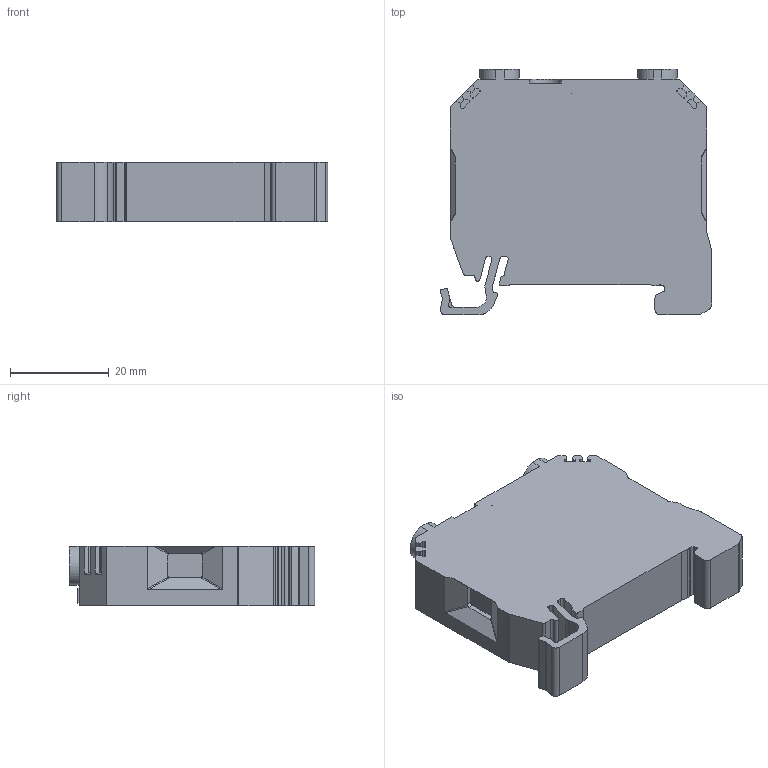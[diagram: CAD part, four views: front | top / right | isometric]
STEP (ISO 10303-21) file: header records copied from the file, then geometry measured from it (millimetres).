
FILE_DESCRIPTION(/* description */ (''),/* implementation_level */ '2;1');
FILE_NAME(/* name */ '1067_SK1_35_iso.stp',/* time_stamp */ '2011-07-19T11:06:31+02:00',/* author */ (''),/* organization */ (''),/* preprocessor_version */ 'ST-DEVELOPER v11',/* originating_system */ 'SIEMENS UGS NX 6.0',/* authorisation */ '');
FILE_SCHEMA (('CONFIG_CONTROL_DESIGN'));
Length unit declared in the file: millimetre
Products named in the file (1): 1067_SK1_35_iso
Bounding box: 55.03 x 49.8 x 12 mm (x, y, z)
Volume: 25728.5 mm3; surface area: 7881 mm2
Topology: 1 solids, 1 shells, 241 faces, 697 edges, 468 vertices
Faces by surface type: plane 158, cylinder 82, cone 1
Full cylindrical faces by diameter (mm): 6.2 x2
Entity records: 8133 total; most frequent: CARTESIAN_POINT 1495, ORIENTED_EDGE 1400, DIRECTION 1339, EDGE_CURVE 700, LINE 527, VECTOR 527, VERTEX_POINT 478, AXIS2_PLACEMENT_3D 406
